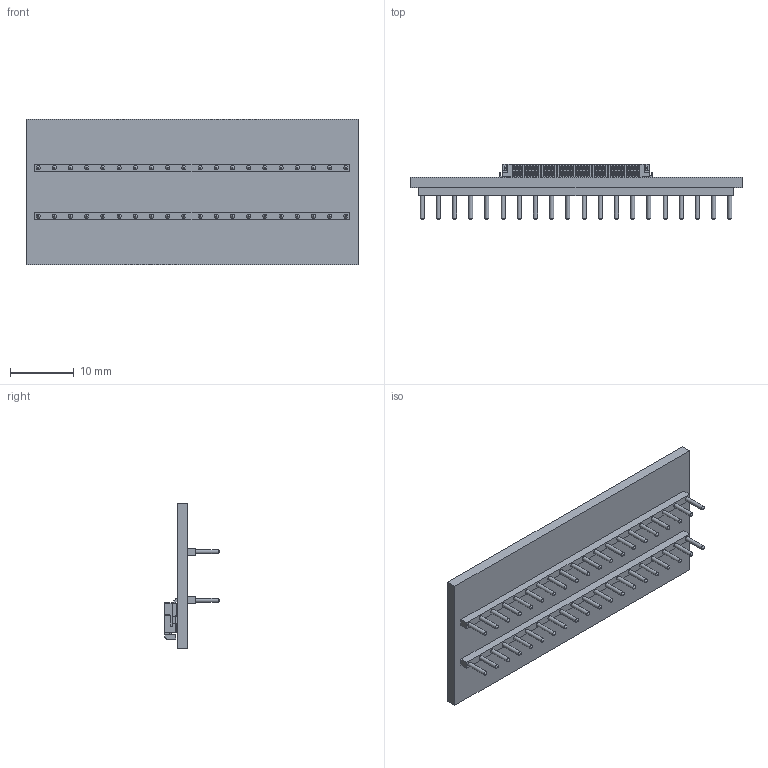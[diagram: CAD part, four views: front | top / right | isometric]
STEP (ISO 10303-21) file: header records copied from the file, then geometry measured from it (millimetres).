
FILE_DESCRIPTION(/* description */ (''),/* implementation_level */ '2;1');
FILE_NAME(/* name */ 'FPC050P040 with FH12-40S-0.5SH(55).stp',/* time_stamp */ '2019-08-30T14:36:51-04:00',/* author */ ('s.ritter'),/* organization */ (''),/* preprocessor_version */ 'ST-DEVELOPER v16.13',/* originating_system */ 'Autodesk Inventor 2018',/* authorisation */ '');
FILE_SCHEMA (('AUTOMOTIVE_DESIGN { 1 0 10303 214 3 1 1 }'));
Products named in the file (3): FPC050P040 with FH12-40S-0.5SH(55); FPC050P040 Breakout Board; FH12-40S-0.5SH(55)
Assembly tree (2 placements, depth 2):
  FPC050P040 with FH12-40S-0.5SH(55)
    FPC050P040 Breakout Board
    FH12-40S-0.5SH(55)
Bounding box: 52.07 x 8.73 x 22.86 mm (x, y, z)
Volume: 2283.3 mm3; surface area: 3812.7 mm2
Topology: 2 solids, 2 shells, 1598 faces, 4505 edges, 2988 vertices
Faces by surface type: plane 1260, cylinder 298, cone 40
Full cylindrical faces by diameter (mm): 0.635 x40
Entity records: 52436 total; most frequent: CARTESIAN_POINT 9016, ORIENTED_EDGE 8850, DIRECTION 8269, EDGE_CURVE 4425, LINE 3787, VECTOR 3787, VERTEX_POINT 2988, AXIS2_PLACEMENT_3D 2241
